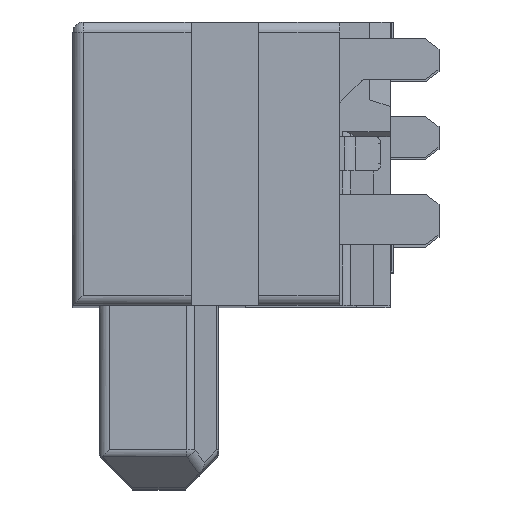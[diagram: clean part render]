
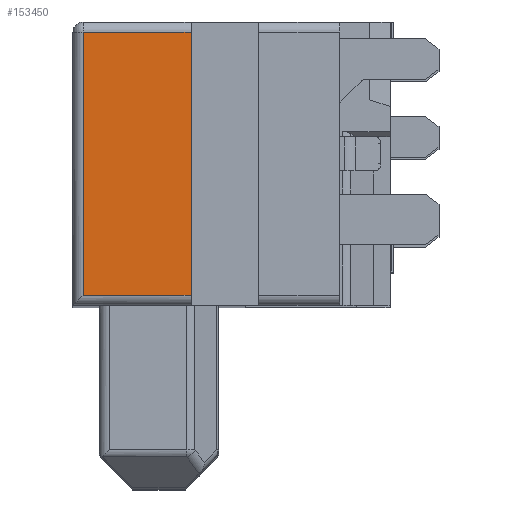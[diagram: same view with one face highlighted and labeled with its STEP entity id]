
A CAD part, top view. The second image highlights one B-rep face of the part: STEP entity #153450.
In plain terms, the highlighted planar face has unit normal (0, 0, 1).
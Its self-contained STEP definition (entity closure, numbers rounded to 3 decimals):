
#64780=CARTESIAN_POINT('',(-6.423,15.72,
29.55));
#64790=DIRECTION('',(0.,-1.,0.));
#64800=VECTOR('',#64790,1.);
#64810=LINE('',#64780,#64800);
#64820=CARTESIAN_POINT('',(-6.423,19.631,29.55)
);
#64830=VERTEX_POINT('',#64820);
#64840=CARTESIAN_POINT('',(-6.423,11.831,29.55)
);
#64850=VERTEX_POINT('',#64840);
#64860=EDGE_CURVE('',#64830,#64850,#64810,.T.);
#85930=CARTESIAN_POINT('',(-3.223,15.72,
29.55));
#85940=DIRECTION('',(0.,1.,0.));
#85950=VECTOR('',#85940,1.);
#85960=LINE('',#85930,#85950);
#85970=CARTESIAN_POINT('',(-3.223,11.831,29.55)
);
#85980=VERTEX_POINT('',#85970);
#85990=CARTESIAN_POINT('',(-3.223,19.631,29.55)
);
#86000=VERTEX_POINT('',#85990);
#86010=EDGE_CURVE('',#85980,#86000,#85960,.T.);
#153240=CARTESIAN_POINT('',(2.077,12.331,29.55));
#153250=DIRECTION('',(0.,0.,-1.));
#153260=DIRECTION('',(-1.,0.,0.));
#153270=AXIS2_PLACEMENT_3D('',#153240,#153250,#153260);
#153280=PLANE('',#153270);
#153290=CARTESIAN_POINT('',(-2.048,19.631,29.55
));
#153300=DIRECTION('',(1.,0.,0.));
#153310=VECTOR('',#153300,1.);
#153320=LINE('',#153290,#153310);
#153330=EDGE_CURVE('',#64830,#86000,#153320,.T.);
#153340=ORIENTED_EDGE('',*,*,#153330,.F.);
#153350=ORIENTED_EDGE('',*,*,#86010,.T.);
#153360=CARTESIAN_POINT('',(-2.048,11.831,29.55
));
#153370=DIRECTION('',(1.,0.,0.));
#153380=VECTOR('',#153370,1.);
#153390=LINE('',#153360,#153380);
#153400=EDGE_CURVE('',#64850,#85980,#153390,.T.);
#153410=ORIENTED_EDGE('',*,*,#153400,.T.);
#153420=ORIENTED_EDGE('',*,*,#64860,.T.);
#153430=EDGE_LOOP('',(#153420,#153410,#153350,#153340));
#153440=FACE_OUTER_BOUND('',#153430,.T.);
#153450=ADVANCED_FACE('',(#153440),#153280,.F.);
